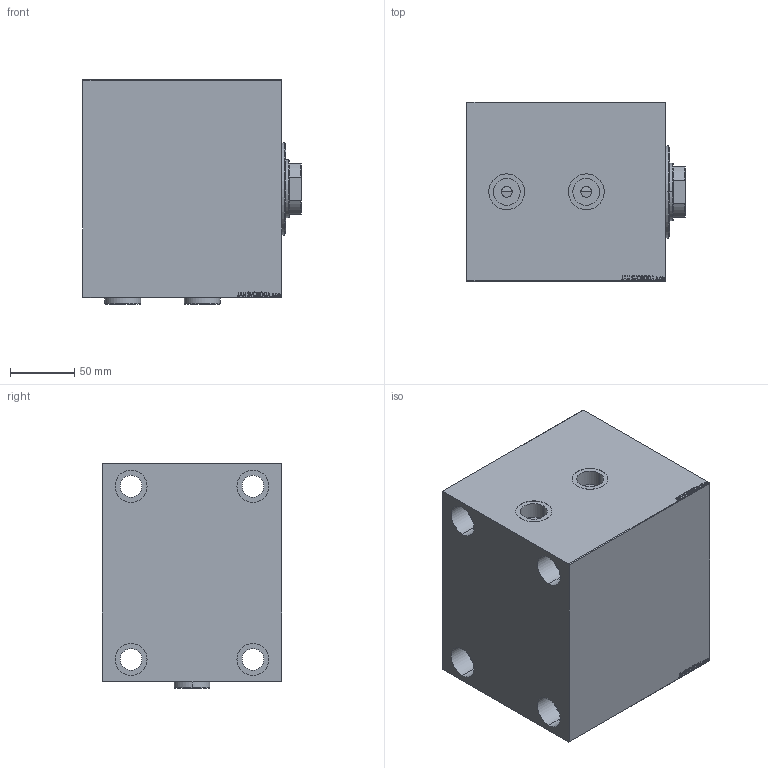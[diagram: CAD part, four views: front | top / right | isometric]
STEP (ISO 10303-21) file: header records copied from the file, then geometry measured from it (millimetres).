
FILE_DESCRIPTION (( 'STEP AP203' ), '1' );
FILE_NAME ('03b6.STEP', '2022-04-17T15:22:35', ( '' ), ( '' ), 'SwSTEP 2.0', 'SolidWorks 2019', '' );
FILE_SCHEMA (( 'CONFIG_CONTROL_DESIGN' ));
Length unit declared in the file: millimetre
Products named in the file (5): PLUG 3e97ce06dd0e17fdc6ea2702981516a0; V450CP_C 3e97ce06dd0e17fdc6ea2702981516a0; 03b6; V450CP_VC_B 3e97ce06dd0e17fdc6ea2702981516a0; V450CP_B_VCP 3e97ce06dd0e17fdc6ea2702981516a0
Assembly tree (5 placements, depth 2):
  03b6
    V450CP_C 3e97ce06dd0e17fdc6ea2702981516a0
    V450CP_B_VCP 3e97ce06dd0e17fdc6ea2702981516a0
    V450CP_VC_B 3e97ce06dd0e17fdc6ea2702981516a0
    PLUG 3e97ce06dd0e17fdc6ea2702981516a0  x2
Bounding box: 170 x 140 x 174.9 mm (x, y, z)
Volume: 3302366.2 mm3; surface area: 320604.8 mm2
Topology: 5 solids, 5 shells, 942 faces, 2380 edges, 1569 vertices
Faces by surface type: plane 448, bspline 380, cylinder 92, cone 18, torus 4
Entity records: 45959 total; most frequent: CARTESIAN_POINT 25578, ORIENTED_EDGE 4676, DIRECTION 2856, EDGE_CURVE 2338, VERTEX_POINT 1545, LINE 1370, VECTOR 1370, EDGE_LOOP 1063
